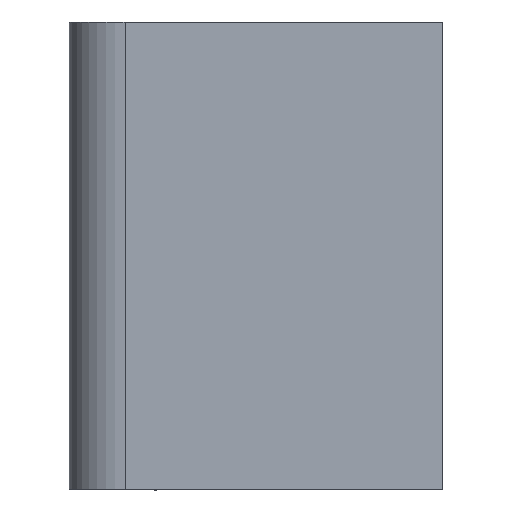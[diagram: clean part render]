
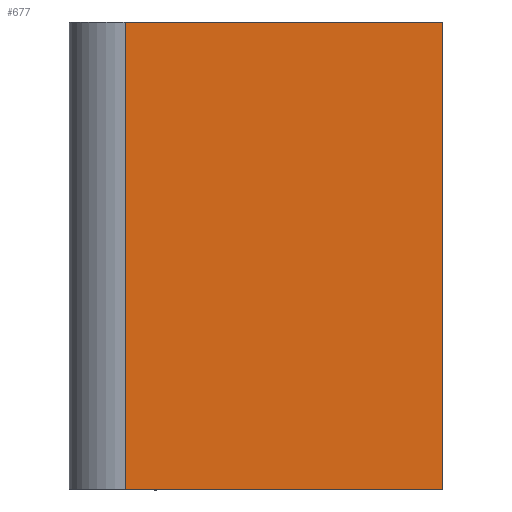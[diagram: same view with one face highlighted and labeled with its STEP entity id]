
A CAD part, top view. The second image highlights one B-rep face of the part: STEP entity #677.
In plain terms, the highlighted face is planar.
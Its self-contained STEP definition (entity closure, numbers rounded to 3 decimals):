
#29 = DIRECTION ( 'NONE',  ( 0., 0., 1. ) ) ;
#58 = CARTESIAN_POINT ( 'NONE',  ( 125., 0., 200. ) ) ;
#83 = CARTESIAN_POINT ( 'NONE',  ( 125., 0., 200. ) ) ;
#132 = ORIENTED_EDGE ( 'NONE', *, *, #173, .F. ) ;
#141 = VERTEX_POINT ( 'NONE', #83 ) ;
#173 = EDGE_CURVE ( 'NONE', #1101, #1168, #708, .T. ) ;
#196 = CARTESIAN_POINT ( 'NONE',  ( -125., 0., 200. ) ) ;
#236 = CARTESIAN_POINT ( 'NONE',  ( -125., 0., 30. ) ) ;
#241 = DIRECTION ( 'NONE',  ( 0., 0., 1. ) ) ;
#247 = CARTESIAN_POINT ( 'NONE',  ( -125., 0., 30. ) ) ;
#304 = ORIENTED_EDGE ( 'NONE', *, *, #400, .T. ) ;
#372 = LINE ( 'NONE', #236, #620 ) ;
#396 = VECTOR ( 'NONE', #241, 1000. ) ;
#400 = EDGE_CURVE ( 'NONE', #141, #707, #716, .T. ) ;
#528 = EDGE_CURVE ( 'NONE', #1168, #707, #372, .T. ) ;
#578 = EDGE_LOOP ( 'NONE', ( #703, #132, #1070, #304 ) ) ;
#615 = LINE ( 'NONE', #1290, #396 ) ;
#620 = VECTOR ( 'NONE', #29, 1000. ) ;
#677 = ADVANCED_FACE ( 'NONE', ( #1319 ), #1242, .T. ) ;
#703 = ORIENTED_EDGE ( 'NONE', *, *, #528, .F. ) ;
#707 = VERTEX_POINT ( 'NONE', #196 ) ;
#708 = LINE ( 'NONE', #1039, #1223 ) ;
#716 = LINE ( 'NONE', #58, #956 ) ;
#797 = DIRECTION ( 'NONE',  ( -1., 0., 0. ) ) ;
#830 = CARTESIAN_POINT ( 'NONE',  ( 125., 0., 30. ) ) ;
#882 = AXIS2_PLACEMENT_3D ( 'NONE', #830, #927, #933 ) ;
#927 = DIRECTION ( 'NONE',  ( 0., -1., 0. ) ) ;
#933 = DIRECTION ( 'NONE',  ( 0., 0., -1. ) ) ;
#942 = DIRECTION ( 'NONE',  ( -1., 0., 0. ) ) ;
#956 = VECTOR ( 'NONE', #797, 1000. ) ;
#1039 = CARTESIAN_POINT ( 'NONE',  ( 125., 0., 30. ) ) ;
#1070 = ORIENTED_EDGE ( 'NONE', *, *, #1103, .T. ) ;
#1101 = VERTEX_POINT ( 'NONE', #1175 ) ;
#1103 = EDGE_CURVE ( 'NONE', #1101, #141, #615, .T. ) ;
#1168 = VERTEX_POINT ( 'NONE', #247 ) ;
#1175 = CARTESIAN_POINT ( 'NONE',  ( 125., 0., 30. ) ) ;
#1223 = VECTOR ( 'NONE', #942, 1000. ) ;
#1242 = PLANE ( 'NONE',  #882 ) ;
#1290 = CARTESIAN_POINT ( 'NONE',  ( 125., 0., 30. ) ) ;
#1319 = FACE_OUTER_BOUND ( 'NONE', #578, .T. ) ;
